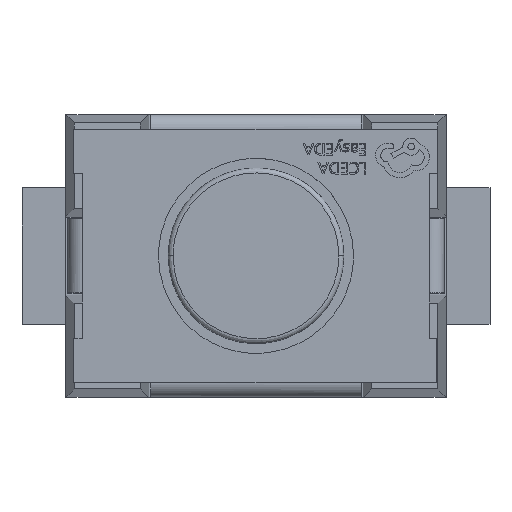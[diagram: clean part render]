
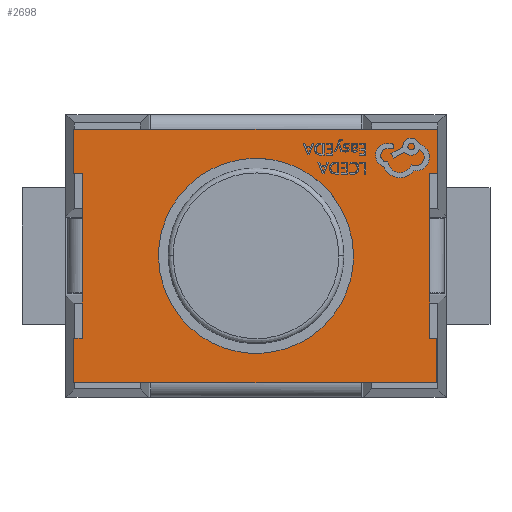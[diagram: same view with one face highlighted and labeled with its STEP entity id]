
A CAD part, top view. The second image highlights one B-rep face of the part: STEP entity #2698.
In plain terms, the highlighted free-form (B-spline) face has degree [1, 1] with [2, 2] control points.
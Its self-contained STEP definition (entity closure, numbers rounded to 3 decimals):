
#390 = VERTEX_POINT('',#391);
#391 = CARTESIAN_POINT('',(-1.,0.,1.55));
#409 = VERTEX_POINT('',#410);
#410 = CARTESIAN_POINT('',(1.,0.,1.55));
#415 = EDGE_CURVE('',#390,#409,#416,.T.);
#416 = ( BOUNDED_CURVE() B_SPLINE_CURVE(2,(#417,#418,#419,#420,#421),
.UNSPECIFIED.,.F.,.F.) B_SPLINE_CURVE_WITH_KNOTS((3,2,3),(3.142,
4.712,6.283),.PIECEWISE_BEZIER_KNOTS.) CURVE() 
GEOMETRIC_REPRESENTATION_ITEM() RATIONAL_B_SPLINE_CURVE((1.,
0.707,1.,0.707,1.)) REPRESENTATION_ITEM('') );
#417 = CARTESIAN_POINT('',(-1.,0.,1.55));
#418 = CARTESIAN_POINT('',(-1.,-1.,1.55));
#419 = CARTESIAN_POINT('',(0.,-1.,1.55));
#420 = CARTESIAN_POINT('',(1.,-1.,1.55));
#421 = CARTESIAN_POINT('',(1.,0.,1.55));
#2698 = ADVANCED_FACE('',(#2699,#2841),#2852,.T.);
#2699 = FACE_BOUND('',#2700,.T.);
#2700 = EDGE_LOOP('',(#2701,#2710,#2717,#2724,#2731,#2738,#2745,#2752,
    #2759,#2766,#2773,#2780,#2787,#2794,#2801,#2808,#2815,#2822,#2829,
    #2836));
#2701 = ORIENTED_EDGE('',*,*,#2702,.T.);
#2702 = EDGE_CURVE('',#2703,#2705,#2707,.T.);
#2703 = VERTEX_POINT('',#2704);
#2704 = CARTESIAN_POINT('',(1.78,-0.846,1.55));
#2705 = VERTEX_POINT('',#2706);
#2706 = CARTESIAN_POINT('',(1.78,-0.38,1.55));
#2707 = B_SPLINE_CURVE_WITH_KNOTS('',1,(#2708,#2709),.UNSPECIFIED.,.F.,
  .F.,(2,2),(0.,0.466),.PIECEWISE_BEZIER_KNOTS.);
#2708 = CARTESIAN_POINT('',(1.78,-0.846,1.55));
#2709 = CARTESIAN_POINT('',(1.78,-0.38,1.55));
#2710 = ORIENTED_EDGE('',*,*,#2711,.T.);
#2711 = EDGE_CURVE('',#2705,#2712,#2714,.T.);
#2712 = VERTEX_POINT('',#2713);
#2713 = CARTESIAN_POINT('',(1.78,0.38,1.55));
#2714 = B_SPLINE_CURVE_WITH_KNOTS('',1,(#2715,#2716),.UNSPECIFIED.,.F.,
  .F.,(2,2),(-0.76,0.),.PIECEWISE_BEZIER_KNOTS.);
#2715 = CARTESIAN_POINT('',(1.78,-0.38,1.55));
#2716 = CARTESIAN_POINT('',(1.78,0.38,1.55));
#2717 = ORIENTED_EDGE('',*,*,#2718,.T.);
#2718 = EDGE_CURVE('',#2712,#2719,#2721,.T.);
#2719 = VERTEX_POINT('',#2720);
#2720 = CARTESIAN_POINT('',(1.78,0.846,1.55));
#2721 = B_SPLINE_CURVE_WITH_KNOTS('',1,(#2722,#2723),.UNSPECIFIED.,.F.,
  .F.,(2,2),(-0.466,0.),.PIECEWISE_BEZIER_KNOTS.);
#2722 = CARTESIAN_POINT('',(1.78,0.38,1.55));
#2723 = CARTESIAN_POINT('',(1.78,0.846,1.55));
#2724 = ORIENTED_EDGE('',*,*,#2725,.T.);
#2725 = EDGE_CURVE('',#2719,#2726,#2728,.T.);
#2726 = VERTEX_POINT('',#2727);
#2727 = CARTESIAN_POINT('',(1.864,0.846,1.55));
#2728 = B_SPLINE_CURVE_WITH_KNOTS('',1,(#2729,#2730),.UNSPECIFIED.,.F.,
  .F.,(2,2),(-0.084,0.),.PIECEWISE_BEZIER_KNOTS.);
#2729 = CARTESIAN_POINT('',(1.78,0.846,1.55));
#2730 = CARTESIAN_POINT('',(1.864,0.846,1.55));
#2731 = ORIENTED_EDGE('',*,*,#2732,.T.);
#2732 = EDGE_CURVE('',#2726,#2733,#2735,.T.);
#2733 = VERTEX_POINT('',#2734);
#2734 = CARTESIAN_POINT('',(1.864,1.3,1.55));
#2735 = B_SPLINE_CURVE_WITH_KNOTS('',1,(#2736,#2737),.UNSPECIFIED.,.F.,
  .F.,(2,2),(0.,0.454),.PIECEWISE_BEZIER_KNOTS.);
#2736 = CARTESIAN_POINT('',(1.864,0.846,1.55));
#2737 = CARTESIAN_POINT('',(1.864,1.3,1.55));
#2738 = ORIENTED_EDGE('',*,*,#2739,.T.);
#2739 = EDGE_CURVE('',#2733,#2740,#2742,.T.);
#2740 = VERTEX_POINT('',#2741);
#2741 = CARTESIAN_POINT('',(1.08,1.3,1.55));
#2742 = B_SPLINE_CURVE_WITH_KNOTS('',1,(#2743,#2744),.UNSPECIFIED.,.F.,
  .F.,(2,2),(-0.784,-0.),.PIECEWISE_BEZIER_KNOTS.);
#2743 = CARTESIAN_POINT('',(1.864,1.3,1.55));
#2744 = CARTESIAN_POINT('',(1.08,1.3,1.55));
#2745 = ORIENTED_EDGE('',*,*,#2746,.T.);
#2746 = EDGE_CURVE('',#2740,#2747,#2749,.T.);
#2747 = VERTEX_POINT('',#2748);
#2748 = CARTESIAN_POINT('',(-1.08,1.3,1.55));
#2749 = B_SPLINE_CURVE_WITH_KNOTS('',1,(#2750,#2751),.UNSPECIFIED.,.F.,
  .F.,(2,2),(-2.16,0.),.PIECEWISE_BEZIER_KNOTS.);
#2750 = CARTESIAN_POINT('',(1.08,1.3,1.55));
#2751 = CARTESIAN_POINT('',(-1.08,1.3,1.55));
#2752 = ORIENTED_EDGE('',*,*,#2753,.T.);
#2753 = EDGE_CURVE('',#2747,#2754,#2756,.T.);
#2754 = VERTEX_POINT('',#2755);
#2755 = CARTESIAN_POINT('',(-1.871,1.3,1.55));
#2756 = B_SPLINE_CURVE_WITH_KNOTS('',1,(#2757,#2758),.UNSPECIFIED.,.F.,
  .F.,(2,2),(0.,0.791),.PIECEWISE_BEZIER_KNOTS.);
#2757 = CARTESIAN_POINT('',(-1.08,1.3,1.55));
#2758 = CARTESIAN_POINT('',(-1.871,1.3,1.55));
#2759 = ORIENTED_EDGE('',*,*,#2760,.T.);
#2760 = EDGE_CURVE('',#2754,#2761,#2763,.T.);
#2761 = VERTEX_POINT('',#2762);
#2762 = CARTESIAN_POINT('',(-1.871,0.846,1.55));
#2763 = B_SPLINE_CURVE_WITH_KNOTS('',1,(#2764,#2765),.UNSPECIFIED.,.F.,
  .F.,(2,2),(0.,0.454),.PIECEWISE_BEZIER_KNOTS.);
#2764 = CARTESIAN_POINT('',(-1.871,1.3,1.55));
#2765 = CARTESIAN_POINT('',(-1.871,0.846,1.55));
#2766 = ORIENTED_EDGE('',*,*,#2767,.T.);
#2767 = EDGE_CURVE('',#2761,#2768,#2770,.T.);
#2768 = VERTEX_POINT('',#2769);
#2769 = CARTESIAN_POINT('',(-1.78,0.846,1.55));
#2770 = B_SPLINE_CURVE_WITH_KNOTS('',1,(#2771,#2772),.UNSPECIFIED.,.F.,
  .F.,(2,2),(0.,0.091),.PIECEWISE_BEZIER_KNOTS.);
#2771 = CARTESIAN_POINT('',(-1.871,0.846,1.55));
#2772 = CARTESIAN_POINT('',(-1.78,0.846,1.55));
#2773 = ORIENTED_EDGE('',*,*,#2774,.T.);
#2774 = EDGE_CURVE('',#2768,#2775,#2777,.T.);
#2775 = VERTEX_POINT('',#2776);
#2776 = CARTESIAN_POINT('',(-1.78,0.38,1.55));
#2777 = B_SPLINE_CURVE_WITH_KNOTS('',1,(#2778,#2779),.UNSPECIFIED.,.F.,
  .F.,(2,2),(0.,0.466),.PIECEWISE_BEZIER_KNOTS.);
#2778 = CARTESIAN_POINT('',(-1.78,0.846,1.55));
#2779 = CARTESIAN_POINT('',(-1.78,0.38,1.55));
#2780 = ORIENTED_EDGE('',*,*,#2781,.T.);
#2781 = EDGE_CURVE('',#2775,#2782,#2784,.T.);
#2782 = VERTEX_POINT('',#2783);
#2783 = CARTESIAN_POINT('',(-1.78,-0.38,1.55));
#2784 = B_SPLINE_CURVE_WITH_KNOTS('',1,(#2785,#2786),.UNSPECIFIED.,.F.,
  .F.,(2,2),(-0.76,0.),.PIECEWISE_BEZIER_KNOTS.);
#2785 = CARTESIAN_POINT('',(-1.78,0.38,1.55));
#2786 = CARTESIAN_POINT('',(-1.78,-0.38,1.55));
#2787 = ORIENTED_EDGE('',*,*,#2788,.T.);
#2788 = EDGE_CURVE('',#2782,#2789,#2791,.T.);
#2789 = VERTEX_POINT('',#2790);
#2790 = CARTESIAN_POINT('',(-1.78,-0.846,1.55));
#2791 = B_SPLINE_CURVE_WITH_KNOTS('',1,(#2792,#2793),.UNSPECIFIED.,.F.,
  .F.,(2,2),(-0.466,-0.),.PIECEWISE_BEZIER_KNOTS.);
#2792 = CARTESIAN_POINT('',(-1.78,-0.38,1.55));
#2793 = CARTESIAN_POINT('',(-1.78,-0.846,1.55));
#2794 = ORIENTED_EDGE('',*,*,#2795,.T.);
#2795 = EDGE_CURVE('',#2789,#2796,#2798,.T.);
#2796 = VERTEX_POINT('',#2797);
#2797 = CARTESIAN_POINT('',(-1.871,-0.846,1.55));
#2798 = B_SPLINE_CURVE_WITH_KNOTS('',1,(#2799,#2800),.UNSPECIFIED.,.F.,
  .F.,(2,2),(-0.091,-0.),.PIECEWISE_BEZIER_KNOTS.);
#2799 = CARTESIAN_POINT('',(-1.78,-0.846,1.55));
#2800 = CARTESIAN_POINT('',(-1.871,-0.846,1.55));
#2801 = ORIENTED_EDGE('',*,*,#2802,.T.);
#2802 = EDGE_CURVE('',#2796,#2803,#2805,.T.);
#2803 = VERTEX_POINT('',#2804);
#2804 = CARTESIAN_POINT('',(-1.871,-1.3,1.55));
#2805 = B_SPLINE_CURVE_WITH_KNOTS('',1,(#2806,#2807),.UNSPECIFIED.,.F.,
  .F.,(2,2),(0.,0.454),.PIECEWISE_BEZIER_KNOTS.);
#2806 = CARTESIAN_POINT('',(-1.871,-0.846,1.55));
#2807 = CARTESIAN_POINT('',(-1.871,-1.3,1.55));
#2808 = ORIENTED_EDGE('',*,*,#2809,.T.);
#2809 = EDGE_CURVE('',#2803,#2810,#2812,.T.);
#2810 = VERTEX_POINT('',#2811);
#2811 = CARTESIAN_POINT('',(-1.08,-1.3,1.55));
#2812 = B_SPLINE_CURVE_WITH_KNOTS('',1,(#2813,#2814),.UNSPECIFIED.,.F.,
  .F.,(2,2),(-0.791,0.),.PIECEWISE_BEZIER_KNOTS.);
#2813 = CARTESIAN_POINT('',(-1.871,-1.3,1.55));
#2814 = CARTESIAN_POINT('',(-1.08,-1.3,1.55));
#2815 = ORIENTED_EDGE('',*,*,#2816,.T.);
#2816 = EDGE_CURVE('',#2810,#2817,#2819,.T.);
#2817 = VERTEX_POINT('',#2818);
#2818 = CARTESIAN_POINT('',(1.08,-1.3,1.55));
#2819 = B_SPLINE_CURVE_WITH_KNOTS('',1,(#2820,#2821),.UNSPECIFIED.,.F.,
  .F.,(2,2),(-2.16,0.),.PIECEWISE_BEZIER_KNOTS.);
#2820 = CARTESIAN_POINT('',(-1.08,-1.3,1.55));
#2821 = CARTESIAN_POINT('',(1.08,-1.3,1.55));
#2822 = ORIENTED_EDGE('',*,*,#2823,.T.);
#2823 = EDGE_CURVE('',#2817,#2824,#2826,.T.);
#2824 = VERTEX_POINT('',#2825);
#2825 = CARTESIAN_POINT('',(1.855,-1.3,1.55));
#2826 = B_SPLINE_CURVE_WITH_KNOTS('',1,(#2827,#2828),.UNSPECIFIED.,.F.,
  .F.,(2,2),(0.,0.775),.PIECEWISE_BEZIER_KNOTS.);
#2827 = CARTESIAN_POINT('',(1.08,-1.3,1.55));
#2828 = CARTESIAN_POINT('',(1.855,-1.3,1.55));
#2829 = ORIENTED_EDGE('',*,*,#2830,.T.);
#2830 = EDGE_CURVE('',#2824,#2831,#2833,.T.);
#2831 = VERTEX_POINT('',#2832);
#2832 = CARTESIAN_POINT('',(1.855,-0.845,1.55));
#2833 = B_SPLINE_CURVE_WITH_KNOTS('',1,(#2834,#2835),.UNSPECIFIED.,.F.,
  .F.,(2,2),(-0.455,0.),.PIECEWISE_BEZIER_KNOTS.);
#2834 = CARTESIAN_POINT('',(1.855,-1.3,1.55));
#2835 = CARTESIAN_POINT('',(1.855,-0.845,1.55));
#2836 = ORIENTED_EDGE('',*,*,#2837,.T.);
#2837 = EDGE_CURVE('',#2831,#2703,#2838,.T.);
#2838 = B_SPLINE_CURVE_WITH_KNOTS('',1,(#2839,#2840),.UNSPECIFIED.,.F.,
  .F.,(2,2),(0.,0.075),.PIECEWISE_BEZIER_KNOTS.);
#2839 = CARTESIAN_POINT('',(1.855,-0.845,1.55));
#2840 = CARTESIAN_POINT('',(1.78,-0.846,1.55));
#2841 = FACE_BOUND('',#2842,.T.);
#2842 = EDGE_LOOP('',(#2843,#2844));
#2843 = ORIENTED_EDGE('',*,*,#415,.F.);
#2844 = ORIENTED_EDGE('',*,*,#2845,.F.);
#2845 = EDGE_CURVE('',#409,#390,#2846,.T.);
#2846 = ( BOUNDED_CURVE() B_SPLINE_CURVE(2,(#2847,#2848,#2849,#2850,
#2851),.UNSPECIFIED.,.F.,.F.) B_SPLINE_CURVE_WITH_KNOTS((3,2,3),(0.,
1.571,3.142),.PIECEWISE_BEZIER_KNOTS.) CURVE() 
GEOMETRIC_REPRESENTATION_ITEM() RATIONAL_B_SPLINE_CURVE((1.,
0.707,1.,0.707,1.)) REPRESENTATION_ITEM('') );
#2847 = CARTESIAN_POINT('',(1.,0.,1.55));
#2848 = CARTESIAN_POINT('',(1.,1.,1.55));
#2849 = CARTESIAN_POINT('',(0.,1.,1.55));
#2850 = CARTESIAN_POINT('',(-1.,1.,1.55));
#2851 = CARTESIAN_POINT('',(-1.,0.,1.55));
#2852 = B_SPLINE_SURFACE_WITH_KNOTS('',1,1,(
    (#2853,#2854)
    ,(#2855,#2856
    )),.UNSPECIFIED.,.F.,.F.,.F.,(2,2),(2,2),(-1.871,
    1.864),(-1.3,1.3),
  .PIECEWISE_BEZIER_KNOTS.);
#2853 = CARTESIAN_POINT('',(-1.871,-1.3,1.55));
#2854 = CARTESIAN_POINT('',(-1.871,1.3,1.55));
#2855 = CARTESIAN_POINT('',(1.864,-1.3,1.55));
#2856 = CARTESIAN_POINT('',(1.864,1.3,1.55));
